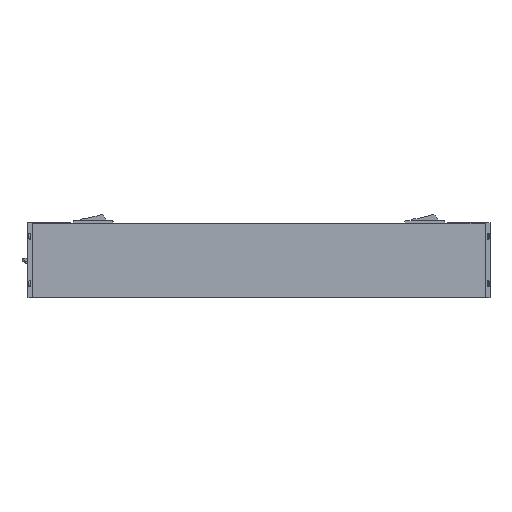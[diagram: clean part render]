
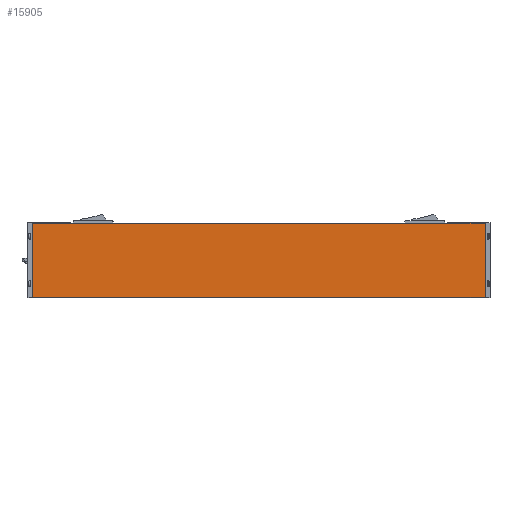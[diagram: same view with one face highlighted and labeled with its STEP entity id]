
A CAD part, top view. The second image highlights one B-rep face of the part: STEP entity #15905.
In plain terms, the highlighted planar face has unit normal (0, 0, 1).
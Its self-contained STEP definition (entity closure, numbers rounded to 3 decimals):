
#1684=ORIENTED_EDGE('',*,*,#4862,.T.);
#1685=ORIENTED_EDGE('',*,*,#4874,.T.);
#1686=ORIENTED_EDGE('',*,*,#4740,.T.);
#1687=ORIENTED_EDGE('',*,*,#4772,.T.);
#4740=EDGE_CURVE('',#6361,#6364,#7484,.T.);
#4772=EDGE_CURVE('',#6364,#6387,#7509,.T.);
#4862=EDGE_CURVE('',#6387,#6455,#7588,.T.);
#4874=EDGE_CURVE('',#6455,#6361,#7595,.T.);
#6361=VERTEX_POINT('',#22130);
#6364=VERTEX_POINT('',#22135);
#6387=VERTEX_POINT('',#22195);
#6455=VERTEX_POINT('',#22369);
#7484=LINE('',#22136,#8575);
#7509=LINE('',#22196,#8600);
#7588=LINE('',#22370,#8679);
#7595=LINE('',#22391,#8686);
#8575=VECTOR('',#18363,1000.);
#8600=VECTOR('',#18412,1000.);
#8679=VECTOR('',#18545,1000.);
#8686=VECTOR('',#18566,1000.);
#9436=EDGE_LOOP('',(#1684,#1685,#1686,#1687));
#10210=FACE_BOUND('',#9436,.T.);
#10971=PLANE('',#16701);
#15905=ADVANCED_FACE('',(#10210),#10971,.T.);
#16701=AXIS2_PLACEMENT_3D('',#22449,#18612,#18613);
#18363=DIRECTION('',(1.,0.,0.));
#18412=DIRECTION('',(0.,1.,0.));
#18545=DIRECTION('',(-1.,0.,0.));
#18566=DIRECTION('',(0.,-1.,0.));
#18612=DIRECTION('',(0.,0.,1.));
#18613=DIRECTION('',(1.,0.,0.));
#22130=CARTESIAN_POINT('',(4.,0.,29.895));
#22135=CARTESIAN_POINT('',(366.,0.,29.895));
#22136=CARTESIAN_POINT('',(4.,0.,29.895));
#22195=CARTESIAN_POINT('',(366.,59.6,29.895));
#22196=CARTESIAN_POINT('',(366.,0.,29.895));
#22369=CARTESIAN_POINT('',(4.,59.6,29.895));
#22370=CARTESIAN_POINT('',(366.,59.6,29.895));
#22391=CARTESIAN_POINT('',(4.,59.6,29.895));
#22449=CARTESIAN_POINT('',(0.,0.,29.895));
